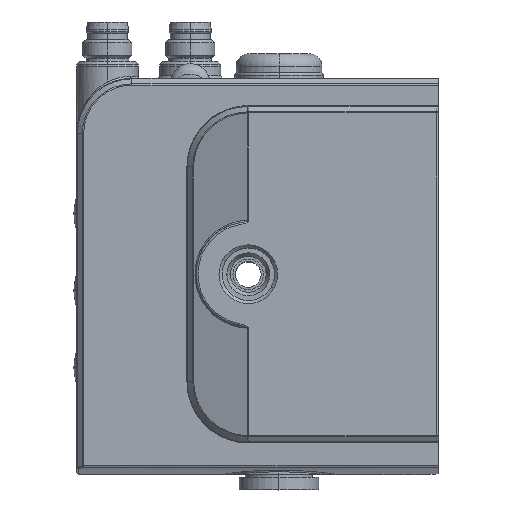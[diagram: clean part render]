
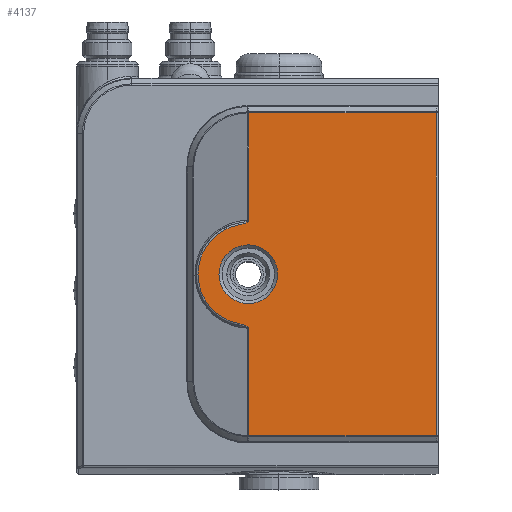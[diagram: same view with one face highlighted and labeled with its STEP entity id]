
A CAD part, top view. The second image highlights one B-rep face of the part: STEP entity #4137.
In plain terms, the highlighted planar face has unit normal (0, 0, 1).
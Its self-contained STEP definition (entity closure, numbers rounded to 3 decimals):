
#4137=ADVANCED_FACE('',(#8478,#8479),#8480,.F.);
#8478=FACE_OUTER_BOUND('',#21597,.T.);
#8479=FACE_BOUND('',#21598,.T.);
#8480=PLANE('',#21599);
#21597=EDGE_LOOP('',(#32979,#32980,#32981,#32982,#32983,#32984,#32985,#32986,#32987));
#21598=EDGE_LOOP('',(#32988,#32989));
#21599=AXIS2_PLACEMENT_3D('',#32990,#32991,#32992);
#32979=ORIENTED_EDGE('',*,*,#38195,.T.);
#32980=ORIENTED_EDGE('',*,*,#38196,.T.);
#32981=ORIENTED_EDGE('',*,*,#38197,.T.);
#32982=ORIENTED_EDGE('',*,*,#38198,.T.);
#32983=ORIENTED_EDGE('',*,*,#38199,.T.);
#32984=ORIENTED_EDGE('',*,*,#38200,.T.);
#32985=ORIENTED_EDGE('',*,*,#38201,.T.);
#32986=ORIENTED_EDGE('',*,*,#37851,.T.);
#32987=ORIENTED_EDGE('',*,*,#37992,.T.);
#32988=ORIENTED_EDGE('',*,*,#37974,.T.);
#32989=ORIENTED_EDGE('',*,*,#37877,.T.);
#32990=CARTESIAN_POINT('',(58.97,5.1,57.5));
#32991=DIRECTION('',(0.,0.0,-1.0));
#32992=DIRECTION('',(-1.0,0.0,0.));
#37851=EDGE_CURVE('',#44351,#44349,#44352,.T.);
#37877=EDGE_CURVE('',#44393,#44391,#44394,.T.);
#37974=EDGE_CURVE('',#44391,#44393,#44531,.T.);
#37992=EDGE_CURVE('',#44349,#44549,#44551,.T.);
#38195=EDGE_CURVE('',#44549,#44848,#44849,.T.);
#38196=EDGE_CURVE('',#44848,#44850,#44851,.T.);
#38197=EDGE_CURVE('',#44850,#44852,#44853,.T.);
#38198=EDGE_CURVE('',#44852,#44854,#44855,.T.);
#38199=EDGE_CURVE('',#44854,#44856,#44857,.T.);
#38200=EDGE_CURVE('',#44856,#44858,#44859,.T.);
#38201=EDGE_CURVE('',#44858,#44351,#44860,.T.);
#44349=VERTEX_POINT('',#59549);
#44351=VERTEX_POINT('',#59551);
#44352=CIRCLE('',#59552,8.2);
#44391=VERTEX_POINT('',#59601);
#44393=VERTEX_POINT('',#59604);
#44394=CIRCLE('',#59605,4.78);
#44531=CIRCLE('',#59808,4.78);
#44549=VERTEX_POINT('',#59826);
#44551=CIRCLE('',#59828,8.2);
#44848=VERTEX_POINT('',#60482);
#44849=B_SPLINE_CURVE_WITH_KNOTS('',3,(#60483,#60484,#60485,#60486,#60487,#60488,#60489,#60490,#60491,#60492,#60493,#60494,#60495,#60496,#60497,#60498,#60499,#60500,#60501,#60502,#60503,#60504,#60505,#60506,#60507,#60508,#60509,#60510,#60511,#60512,#60513),.UNSPECIFIED.,.F.,.F.,(4,3,3,3,3,3,3,3,3,3,4),(0.0,0.001,0.001,0.002,0.002,0.002,0.002,0.002,0.002,0.002,0.002),.UNSPECIFIED.);
#44850=VERTEX_POINT('',#60514);
#44851=LINE('',#60515,#60516);
#44852=VERTEX_POINT('',#60517);
#44853=LINE('',#60518,#60519);
#44854=VERTEX_POINT('',#60520);
#44855=LINE('',#60521,#60522);
#44856=VERTEX_POINT('',#60523);
#44857=LINE('',#60524,#60525);
#44858=VERTEX_POINT('',#60526);
#44859=LINE('',#60527,#60528);
#44860=B_SPLINE_CURVE_WITH_KNOTS('',3,(#60529,#60530,#60531,#60532,#60533,#60534,#60535,#60536,#60537,#60538,#60539,#60540,#60541,#60542,#60543,#60544),.UNSPECIFIED.,.F.,.F.,(4,3,3,3,3,4),(0.,0.,0.,0.001,0.001,0.002),.UNSPECIFIED.);
#59549=CARTESIAN_POINT('',(19.77,32.6,57.5));
#59551=CARTESIAN_POINT('',(26.385,40.645,57.5));
#59552=AXIS2_PLACEMENT_3D('',#65580,#65581,#65582);
#59601=CARTESIAN_POINT('',(32.122,30.232,57.5));
#59604=CARTESIAN_POINT('',(23.818,34.968,57.5));
#59605=AXIS2_PLACEMENT_3D('',#65618,#65619,#65620);
#59808=AXIS2_PLACEMENT_3D('',#65775,#65776,#65777);
#59826=CARTESIAN_POINT('',(26.385,24.555,57.5));
#59828=AXIS2_PLACEMENT_3D('',#65811,#65812,#65813);
#60482=CARTESIAN_POINT('',(28.023,23.801,57.5));
#60483=CARTESIAN_POINT('',(26.385,24.555,57.5));
#60484=CARTESIAN_POINT('',(26.692,24.494,57.5));
#60485=CARTESIAN_POINT('',(26.998,24.423,57.5));
#60486=CARTESIAN_POINT('',(27.295,24.325,57.5));
#60487=CARTESIAN_POINT('',(27.443,24.275,57.5));
#60488=CARTESIAN_POINT('',(27.589,24.22,57.5));
#60489=CARTESIAN_POINT('',(27.726,24.144,57.5));
#60490=CARTESIAN_POINT('',(27.795,24.106,57.5));
#60491=CARTESIAN_POINT('',(27.862,24.063,57.5));
#60492=CARTESIAN_POINT('',(27.918,24.008,57.5));
#60493=CARTESIAN_POINT('',(27.932,23.994,57.5));
#60494=CARTESIAN_POINT('',(27.946,23.979,57.5));
#60495=CARTESIAN_POINT('',(27.958,23.964,57.5));
#60496=CARTESIAN_POINT('',(27.971,23.949,57.5));
#60497=CARTESIAN_POINT('',(27.982,23.932,57.5));
#60498=CARTESIAN_POINT('',(27.991,23.915,57.5));
#60499=CARTESIAN_POINT('',(27.996,23.906,57.5));
#60500=CARTESIAN_POINT('',(28.001,23.897,57.5));
#60501=CARTESIAN_POINT('',(28.004,23.888,57.5));
#60502=CARTESIAN_POINT('',(28.007,23.881,57.5));
#60503=CARTESIAN_POINT('',(28.01,23.874,57.5));
#60504=CARTESIAN_POINT('',(28.012,23.867,57.5));
#60505=CARTESIAN_POINT('',(28.016,23.856,57.5));
#60506=CARTESIAN_POINT('',(28.019,23.844,57.5));
#60507=CARTESIAN_POINT('',(28.02,23.833,57.5));
#60508=CARTESIAN_POINT('',(28.021,23.827,57.5));
#60509=CARTESIAN_POINT('',(28.022,23.822,57.5));
#60510=CARTESIAN_POINT('',(28.022,23.817,57.5));
#60511=CARTESIAN_POINT('',(28.023,23.812,57.5));
#60512=CARTESIAN_POINT('',(28.023,23.807,57.5));
#60513=CARTESIAN_POINT('',(28.023,23.801,57.5));
#60514=CARTESIAN_POINT('',(28.023,6.278,57.5));
#60515=CARTESIAN_POINT('',(28.023,23.801,57.5));
#60516=VECTOR('',#66046,17.523);
#60517=CARTESIAN_POINT('',(58.67,6.278,57.5));
#60518=CARTESIAN_POINT('',(28.023,6.278,57.5));
#60519=VECTOR('',#66047,30.647);
#60520=CARTESIAN_POINT('',(58.67,58.922,57.5));
#60521=CARTESIAN_POINT('',(58.67,6.278,57.5));
#60522=VECTOR('',#66048,52.643);
#60523=CARTESIAN_POINT('',(28.023,58.922,57.5));
#60524=CARTESIAN_POINT('',(58.67,58.922,57.5));
#60525=VECTOR('',#66049,30.647);
#60526=CARTESIAN_POINT('',(28.023,41.399,57.5));
#60527=CARTESIAN_POINT('',(28.023,58.922,57.5));
#60528=VECTOR('',#66050,17.523);
#60529=CARTESIAN_POINT('',(28.023,41.399,57.5));
#60530=CARTESIAN_POINT('',(28.023,41.358,57.5));
#60531=CARTESIAN_POINT('',(28.011,41.32,57.5));
#60532=CARTESIAN_POINT('',(27.992,41.286,57.5));
#60533=CARTESIAN_POINT('',(27.973,41.251,57.5));
#60534=CARTESIAN_POINT('',(27.947,41.221,57.5));
#60535=CARTESIAN_POINT('',(27.919,41.193,57.5));
#60536=CARTESIAN_POINT('',(27.862,41.138,57.5));
#60537=CARTESIAN_POINT('',(27.796,41.095,57.5));
#60538=CARTESIAN_POINT('',(27.728,41.057,57.5));
#60539=CARTESIAN_POINT('',(27.59,40.98,57.5));
#60540=CARTESIAN_POINT('',(27.442,40.924,57.5));
#60541=CARTESIAN_POINT('',(27.294,40.875,57.5));
#60542=CARTESIAN_POINT('',(26.997,40.777,57.5));
#60543=CARTESIAN_POINT('',(26.692,40.706,57.5));
#60544=CARTESIAN_POINT('',(26.385,40.645,57.5));
#65580=CARTESIAN_POINT('',(27.97,32.6,57.5));
#65581=DIRECTION('',(0.,0.0,1.0));
#65582=DIRECTION('',(-1.0,0.0,0.));
#65618=CARTESIAN_POINT('',(27.97,32.6,57.5));
#65619=DIRECTION('',(0.,0.,-1.0));
#65620=DIRECTION('',(0.869,-0.495,0.));
#65775=CARTESIAN_POINT('',(27.97,32.6,57.5));
#65776=DIRECTION('',(0.,0.,-1.0));
#65777=DIRECTION('',(0.869,-0.495,0.));
#65811=CARTESIAN_POINT('',(27.97,32.6,57.5));
#65812=DIRECTION('',(0.,0.0,1.0));
#65813=DIRECTION('',(-1.0,0.0,0.));
#66046=DIRECTION('',(0.0,-1.0,0.0));
#66047=DIRECTION('',(1.0,0.0,0.));
#66048=DIRECTION('',(0.0,1.0,0.0));
#66049=DIRECTION('',(-1.0,0.0,0.));
#66050=DIRECTION('',(0.0,-1.0,0.0));
